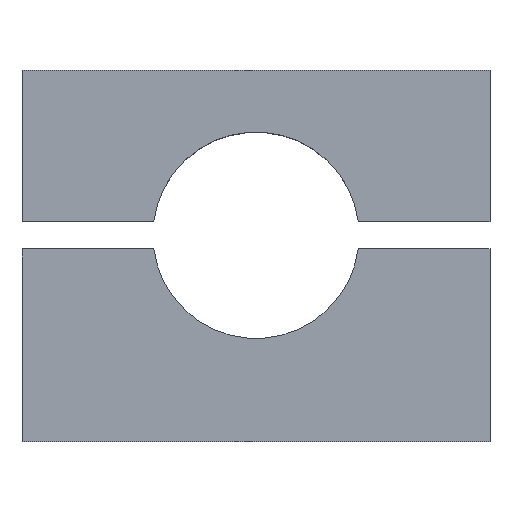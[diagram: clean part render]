
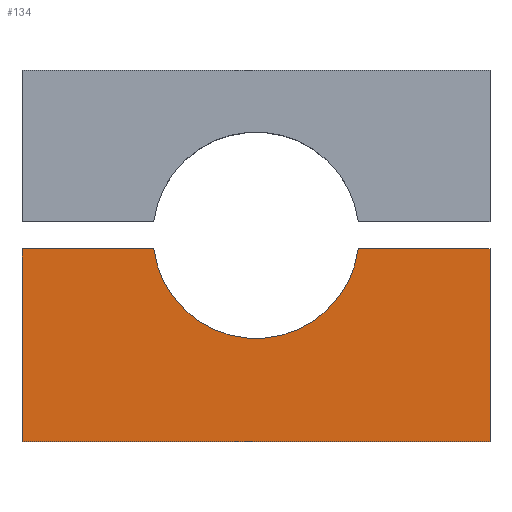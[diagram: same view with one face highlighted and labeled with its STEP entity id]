
A CAD part, top view. The second image highlights one B-rep face of the part: STEP entity #134.
In plain terms, the highlighted planar face has unit normal (0, 0, 1).
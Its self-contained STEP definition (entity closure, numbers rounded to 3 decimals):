
#134 = ADVANCED_FACE( '', ( #180 ), #181, .T. );
#180 = FACE_OUTER_BOUND( '', #250, .T. );
#181 = PLANE( '', #251 );
#250 = EDGE_LOOP( '', ( #381, #382, #383, #384, #385, #386 ) );
#251 = AXIS2_PLACEMENT_3D( '', #387, #388, #389 );
#381 = ORIENTED_EDGE( '', *, *, #557, .T. );
#382 = ORIENTED_EDGE( '', *, *, #542, .T. );
#383 = ORIENTED_EDGE( '', *, *, #546, .T. );
#384 = ORIENTED_EDGE( '', *, *, #549, .T. );
#385 = ORIENTED_EDGE( '', *, *, #552, .T. );
#386 = ORIENTED_EDGE( '', *, *, #555, .T. );
#387 = CARTESIAN_POINT( '', ( 0., 0., 6. ) );
#388 = DIRECTION( '', ( 0., 0., 1. ) );
#389 = DIRECTION( '', ( 1., 0., 0. ) );
#542 = EDGE_CURVE( '', #625, #623, #626, .T. );
#546 = EDGE_CURVE( '', #623, #630, #632, .T. );
#549 = EDGE_CURVE( '', #630, #635, #637, .T. );
#552 = EDGE_CURVE( '', #635, #640, #642, .T. );
#555 = EDGE_CURVE( '', #640, #645, #647, .T. );
#557 = EDGE_CURVE( '', #645, #625, #649, .T. );
#623 = VERTEX_POINT( '', #748 );
#625 = VERTEX_POINT( '', #751 );
#626 = LINE( '', #752, #753 );
#630 = VERTEX_POINT( '', #759 );
#632 = LINE( '', #762, #763 );
#635 = VERTEX_POINT( '', #766 );
#637 = CIRCLE( '', #769, 7.5 );
#640 = VERTEX_POINT( '', #773 );
#642 = LINE( '', #776, #777 );
#645 = VERTEX_POINT( '', #781 );
#647 = LINE( '', #784, #785 );
#649 = LINE( '', #788, #789 );
#748 = CARTESIAN_POINT( '', ( 17., 14., 6. ) );
#751 = CARTESIAN_POINT( '', ( 17., 0., 6. ) );
#752 = CARTESIAN_POINT( '', ( 17., 0., 6. ) );
#753 = VECTOR( '', #914, 1. );
#759 = CARTESIAN_POINT( '', ( 7.433, 14., 6. ) );
#762 = CARTESIAN_POINT( '', ( 17., 14., 6. ) );
#763 = VECTOR( '', #918, 1. );
#766 = CARTESIAN_POINT( '', ( -7.433, 14., 6. ) );
#769 = AXIS2_PLACEMENT_3D( '', #923, #924, #925 );
#773 = CARTESIAN_POINT( '', ( -17., 14., 6. ) );
#776 = CARTESIAN_POINT( '', ( -7.433, 14., 6. ) );
#777 = VECTOR( '', #928, 1. );
#781 = CARTESIAN_POINT( '', ( -17., 0., 6. ) );
#784 = CARTESIAN_POINT( '', ( -17., 14., 6. ) );
#785 = VECTOR( '', #931, 1. );
#788 = CARTESIAN_POINT( '', ( -17., 0., 6. ) );
#789 = VECTOR( '', #933, 1. );
#914 = DIRECTION( '', ( 0., 1., 0. ) );
#918 = DIRECTION( '', ( -1., 0., 0. ) );
#923 = CARTESIAN_POINT( '', ( 0., 15., 6. ) );
#924 = DIRECTION( '', ( 0., 0., -1. ) );
#925 = DIRECTION( '', ( 0.991, -0.133, 0. ) );
#928 = DIRECTION( '', ( -1., 0., 0. ) );
#931 = DIRECTION( '', ( 0., -1., 0. ) );
#933 = DIRECTION( '', ( 1., 0., 0. ) );
